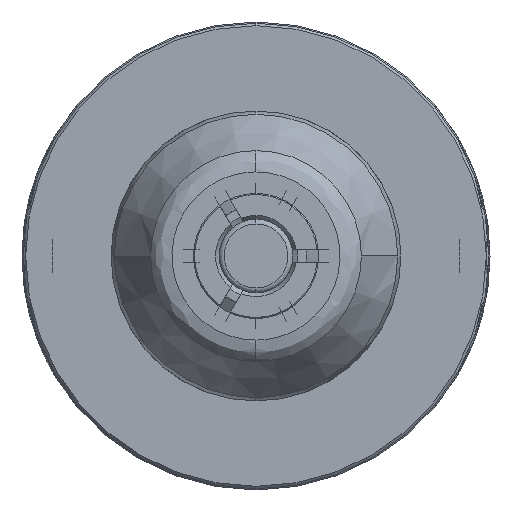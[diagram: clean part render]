
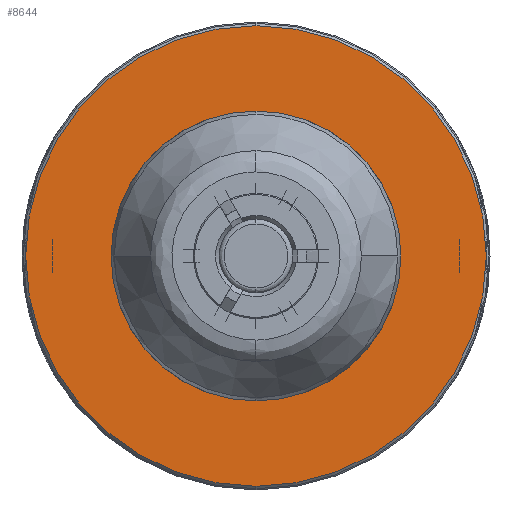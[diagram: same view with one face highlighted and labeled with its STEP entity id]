
A CAD part, left-side view. The second image highlights one B-rep face of the part: STEP entity #8644.
In plain terms, the highlighted planar face has unit normal (-1, 0, 0).
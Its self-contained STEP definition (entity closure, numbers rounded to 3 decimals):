
#99 = AXIS2_PLACEMENT_3D ( 'NONE', #17586, #9105, #556 ) ;
#546 = CARTESIAN_POINT ( 'NONE',  ( -2.4, 0., 4.85 ) ) ;
#556 = DIRECTION ( 'NONE',  ( 0., 0., 1. ) ) ;
#717 = CIRCLE ( 'NONE', #4978, 4.85 ) ;
#1156 = VERTEX_POINT ( 'NONE', #9173 ) ;
#1803 = CIRCLE ( 'NONE', #14562, 9.375 ) ;
#2464 = PLANE ( 'NONE',  #6925 ) ;
#2540 = ORIENTED_EDGE ( 'NONE', *, *, #17074, .F. ) ;
#3769 = DIRECTION ( 'NONE',  ( 1., 0., 0. ) ) ;
#3833 = CARTESIAN_POINT ( 'NONE',  ( -2.4, 9.475, 0. ) ) ;
#3895 = DIRECTION ( 'NONE',  ( 1., 0., 0. ) ) ;
#4978 = AXIS2_PLACEMENT_3D ( 'NONE', #14615, #6069, #16010 ) ;
#5072 = VERTEX_POINT ( 'NONE', #12469 ) ;
#6069 = DIRECTION ( 'NONE',  ( -1., 0., 0. ) ) ;
#6322 = CARTESIAN_POINT ( 'NONE',  ( -2.4, 0., 0. ) ) ;
#6925 = AXIS2_PLACEMENT_3D ( 'NONE', #3833, #3895, #13896 ) ;
#7079 = ORIENTED_EDGE ( 'NONE', *, *, #16976, .F. ) ;
#7782 = DIRECTION ( 'NONE',  ( 0., 0., -1. ) ) ;
#8512 = CIRCLE ( 'NONE', #99, 4.85 ) ;
#8644 = ADVANCED_FACE ( 'NONE', ( #12503, #12058 ), #2464, .F. ) ;
#9105 = DIRECTION ( 'NONE',  ( -1., 0., 0. ) ) ;
#9173 = CARTESIAN_POINT ( 'NONE',  ( -2.4, 0., -4.85 ) ) ;
#9732 = DIRECTION ( 'NONE',  ( 0., 0., -1. ) ) ;
#9739 = ORIENTED_EDGE ( 'NONE', *, *, #12250, .F. ) ;
#9945 = VERTEX_POINT ( 'NONE', #10234 ) ;
#10162 = CIRCLE ( 'NONE', #12806, 9.375 ) ;
#10234 = CARTESIAN_POINT ( 'NONE',  ( -2.4, 0., 9.375 ) ) ;
#12058 = FACE_OUTER_BOUND ( 'NONE', #17510, .T. ) ;
#12115 = VERTEX_POINT ( 'NONE', #546 ) ;
#12250 = EDGE_CURVE ( 'NONE', #9945, #5072, #10162, .T. ) ;
#12332 = CARTESIAN_POINT ( 'NONE',  ( -2.4, 0., 0. ) ) ;
#12469 = CARTESIAN_POINT ( 'NONE',  ( -2.4, 0., -9.375 ) ) ;
#12503 = FACE_BOUND ( 'NONE', #14112, .T. ) ;
#12806 = AXIS2_PLACEMENT_3D ( 'NONE', #12332, #3769, #9732 ) ;
#13896 = DIRECTION ( 'NONE',  ( 0., 0., -1. ) ) ;
#14112 = EDGE_LOOP ( 'NONE', ( #7079, #14435 ) ) ;
#14435 = ORIENTED_EDGE ( 'NONE', *, *, #17611, .F. ) ;
#14562 = AXIS2_PLACEMENT_3D ( 'NONE', #6322, #16269, #7782 ) ;
#14615 = CARTESIAN_POINT ( 'NONE',  ( -2.4, 0., 0. ) ) ;
#16010 = DIRECTION ( 'NONE',  ( 0., 0., 1. ) ) ;
#16269 = DIRECTION ( 'NONE',  ( 1., 0., 0. ) ) ;
#16976 = EDGE_CURVE ( 'NONE', #12115, #1156, #717, .T. ) ;
#17074 = EDGE_CURVE ( 'NONE', #5072, #9945, #1803, .T. ) ;
#17510 = EDGE_LOOP ( 'NONE', ( #2540, #9739 ) ) ;
#17586 = CARTESIAN_POINT ( 'NONE',  ( -2.4, 0., 0. ) ) ;
#17611 = EDGE_CURVE ( 'NONE', #1156, #12115, #8512, .T. ) ;
